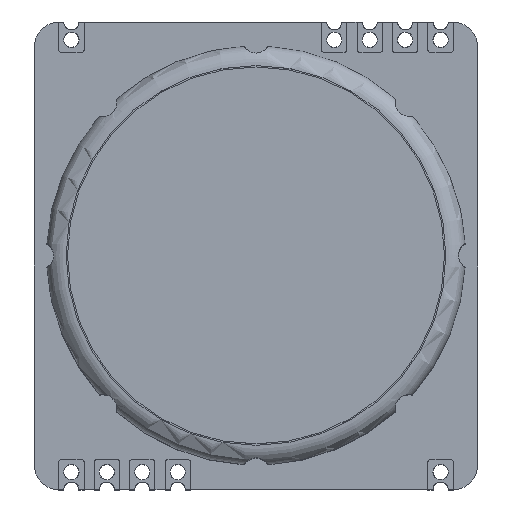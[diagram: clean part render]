
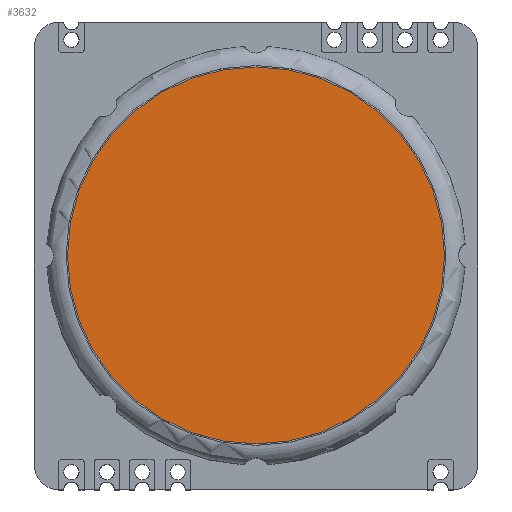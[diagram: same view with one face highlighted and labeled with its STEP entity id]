
A CAD part, top view. The second image highlights one B-rep face of the part: STEP entity #3632.
In plain terms, the highlighted planar face has unit normal (0, 0, 1).
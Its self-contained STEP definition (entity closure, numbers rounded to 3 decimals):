
#3604=CARTESIAN_POINT('',(13.5,-0.,22.83));
#3605=VERTEX_POINT('',#3604);
#3614=CARTESIAN_POINT('',(0.,0.,22.83));
#3615=DIRECTION('',(0.,0.,1.));
#3616=DIRECTION('',(1.,0.,-0.));
#3617=AXIS2_PLACEMENT_3D('',#3614,#3615,#3616);
#3618=CIRCLE('',#3617,13.5);
#3619=EDGE_CURVE('',#3605,#3605,#3618,.T.);
#3624=CARTESIAN_POINT('',(0.,0.,22.83));
#3625=DIRECTION('',(0.,0.,1.));
#3626=DIRECTION('',(1.,0.,0.));
#3627=AXIS2_PLACEMENT_3D('',#3624,#3625,#3626);
#3628=PLANE('',#3627);
#3629=ORIENTED_EDGE('',*,*,#3619,.T.);
#3630=EDGE_LOOP('',(#3629));
#3631=FACE_BOUND('',#3630,.T.);
#3632=ADVANCED_FACE('',(#3631),#3628,.T.);
